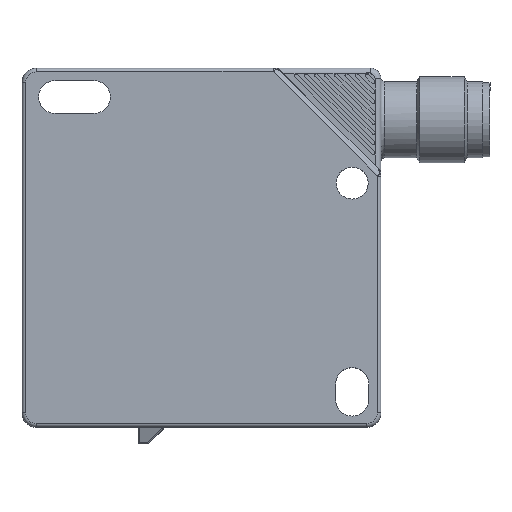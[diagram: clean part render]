
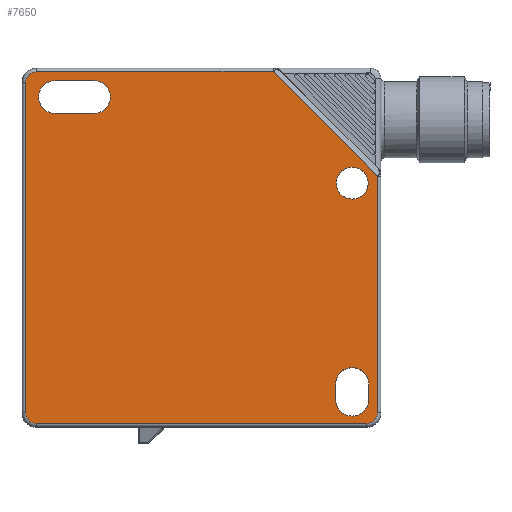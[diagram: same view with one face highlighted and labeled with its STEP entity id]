
A CAD part, top view. The second image highlights one B-rep face of the part: STEP entity #7650.
In plain terms, the highlighted planar face has unit normal (0, 0, 1).
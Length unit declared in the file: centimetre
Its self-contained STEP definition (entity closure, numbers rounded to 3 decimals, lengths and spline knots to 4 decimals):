
#227=LINE('',#11482,#832);
#232=LINE('',#11495,#837);
#235=LINE('',#11506,#840);
#240=LINE('',#11519,#845);
#278=LINE('',#11653,#883);
#279=LINE('',#11661,#884);
#284=LINE('',#11699,#889);
#303=LINE('',#11756,#908);
#304=LINE('',#11757,#909);
#832=VECTOR('',#9192,0.215);
#837=VECTOR('',#9205,0.215);
#840=VECTOR('',#9216,0.54);
#845=VECTOR('',#9229,0.54);
#883=VECTOR('',#9373,4.6);
#884=VECTOR('',#9384,4.6);
#889=VECTOR('',#9433,3.2993);
#908=VECTOR('',#9482,2.0516);
#909=VECTOR('',#9483,3.2993);
#1585=FACE_BOUND('',#2224,.T.);
#1586=FACE_BOUND('',#2225,.T.);
#1587=FACE_BOUND('',#2226,.T.);
#1738=FACE_OUTER_BOUND('',#2223,.T.);
#2223=EDGE_LOOP('',(#5207,#5208,#5209,#5210,#5211,#5212,#5213,#5214));
#2224=EDGE_LOOP('',(#5215));
#2225=EDGE_LOOP('',(#5216,#5217,#5218,#5219));
#2226=EDGE_LOOP('',(#5220,#5221,#5222,#5223));
#2686=CIRCLE('',#8140,0.23);
#2688=CIRCLE('',#8144,0.23);
#2690=CIRCLE('',#8148,0.23);
#2692=CIRCLE('',#8152,0.23);
#2694=CIRCLE('',#8155,0.2225);
#2717=CIRCLE('',#8200,0.15);
#2720=CIRCLE('',#8205,0.15);
#2724=CIRCLE('',#8211,0.15);
#3087=VERTEX_POINT('',#11479);
#3088=VERTEX_POINT('',#11481);
#3090=VERTEX_POINT('',#11487);
#3092=VERTEX_POINT('',#11493);
#3095=VERTEX_POINT('',#11503);
#3096=VERTEX_POINT('',#11505);
#3098=VERTEX_POINT('',#11511);
#3100=VERTEX_POINT('',#11517);
#3102=VERTEX_POINT('',#11526);
#3141=VERTEX_POINT('',#11645);
#3142=VERTEX_POINT('',#11647);
#3143=VERTEX_POINT('',#11651);
#3144=VERTEX_POINT('',#11655);
#3145=VERTEX_POINT('',#11659);
#3147=VERTEX_POINT('',#11665);
#3156=VERTEX_POINT('',#11696);
#3179=VERTEX_POINT('',#11755);
#3804=EDGE_CURVE('',#3088,#3087,#227,.T.);
#3808=EDGE_CURVE('',#3087,#3090,#2686,.T.);
#3811=EDGE_CURVE('',#3090,#3092,#232,.T.);
#3813=EDGE_CURVE('',#3092,#3088,#2688,.T.);
#3816=EDGE_CURVE('',#3096,#3095,#235,.T.);
#3820=EDGE_CURVE('',#3095,#3098,#2690,.T.);
#3823=EDGE_CURVE('',#3098,#3100,#240,.T.);
#3825=EDGE_CURVE('',#3100,#3096,#2692,.T.);
#3827=EDGE_CURVE('',#3102,#3102,#2694,.T.);
#3887=EDGE_CURVE('',#3142,#3141,#2717,.T.);
#3889=EDGE_CURVE('',#3143,#3142,#278,.T.);
#3891=EDGE_CURVE('',#3144,#3143,#2720,.T.);
#3893=EDGE_CURVE('',#3145,#3144,#279,.T.);
#3896=EDGE_CURVE('',#3147,#3145,#2724,.T.);
#3912=EDGE_CURVE('',#3141,#3156,#284,.T.);
#3938=EDGE_CURVE('',#3156,#3179,#303,.T.);
#3939=EDGE_CURVE('',#3179,#3147,#304,.T.);
#5207=ORIENTED_EDGE('',*,*,#3938,.F.);
#5208=ORIENTED_EDGE('',*,*,#3912,.F.);
#5209=ORIENTED_EDGE('',*,*,#3887,.F.);
#5210=ORIENTED_EDGE('',*,*,#3889,.F.);
#5211=ORIENTED_EDGE('',*,*,#3891,.F.);
#5212=ORIENTED_EDGE('',*,*,#3893,.F.);
#5213=ORIENTED_EDGE('',*,*,#3896,.F.);
#5214=ORIENTED_EDGE('',*,*,#3939,.F.);
#5215=ORIENTED_EDGE('',*,*,#3827,.T.);
#5216=ORIENTED_EDGE('',*,*,#3820,.T.);
#5217=ORIENTED_EDGE('',*,*,#3823,.T.);
#5218=ORIENTED_EDGE('',*,*,#3825,.T.);
#5219=ORIENTED_EDGE('',*,*,#3816,.T.);
#5220=ORIENTED_EDGE('',*,*,#3808,.T.);
#5221=ORIENTED_EDGE('',*,*,#3811,.T.);
#5222=ORIENTED_EDGE('',*,*,#3813,.T.);
#5223=ORIENTED_EDGE('',*,*,#3804,.T.);
#6917=PLANE('',#8244);
#7650=ADVANCED_FACE('',(#1738,#1585,#1586,#1587),#6917,.T.);
#8140=AXIS2_PLACEMENT_3D('',#11489,#9199,#9200);
#8144=AXIS2_PLACEMENT_3D('',#11498,#9210,#9211);
#8148=AXIS2_PLACEMENT_3D('',#11513,#9223,#9224);
#8152=AXIS2_PLACEMENT_3D('',#11522,#9234,#9235);
#8155=AXIS2_PLACEMENT_3D('',#11527,#9240,#9241);
#8200=AXIS2_PLACEMENT_3D('',#11649,#9367,#9368);
#8205=AXIS2_PLACEMENT_3D('',#11657,#9378,#9379);
#8211=AXIS2_PLACEMENT_3D('',#11667,#9391,#9392);
#8244=AXIS2_PLACEMENT_3D('',#11754,#9480,#9481);
#9192=DIRECTION('',(0.,-1.,0.));
#9199=DIRECTION('center_axis',(0.,0.,-1.));
#9200=DIRECTION('ref_axis',(1.,0.,0.));
#9205=DIRECTION('',(0.,1.,0.));
#9210=DIRECTION('center_axis',(0.,0.,-1.));
#9211=DIRECTION('ref_axis',(1.,0.,0.));
#9216=DIRECTION('',(-1.,0.,0.));
#9223=DIRECTION('center_axis',(0.,0.,-1.));
#9224=DIRECTION('ref_axis',(1.,0.,0.));
#9229=DIRECTION('',(1.,0.,0.));
#9234=DIRECTION('center_axis',(0.,0.,-1.));
#9235=DIRECTION('ref_axis',(1.,0.,0.));
#9240=DIRECTION('center_axis',(0.,0.,-1.));
#9241=DIRECTION('ref_axis',(-1.,0.,0.));
#9367=DIRECTION('center_axis',(0.,0.,-1.));
#9368=DIRECTION('ref_axis',(-0.707,0.707,0.));
#9373=DIRECTION('',(0.,1.,0.));
#9378=DIRECTION('center_axis',(0.,0.,-1.));
#9379=DIRECTION('ref_axis',(-0.707,-0.707,0.));
#9384=DIRECTION('',(-1.,0.,0.));
#9391=DIRECTION('center_axis',(0.,0.,-1.));
#9392=DIRECTION('ref_axis',(0.707,-0.707,0.));
#9433=DIRECTION('',(1.,0.,0.));
#9480=DIRECTION('center_axis',(0.,0.,1.));
#9481=DIRECTION('ref_axis',(1.,0.,0.));
#9482=DIRECTION('',(0.707,-0.707,0.));
#9483=DIRECTION('',(0.,-1.,0.));
#11479=CARTESIAN_POINT('',(2.33,-2.115,1.7));
#11481=CARTESIAN_POINT('',(2.33,-1.9,1.7));
#11482=CARTESIAN_POINT('',(2.33,-1.6825,1.7));
#11487=CARTESIAN_POINT('',(1.87,-2.115,1.7));
#11489=CARTESIAN_POINT('Origin',(2.1,-2.115,1.7));
#11493=CARTESIAN_POINT('',(1.87,-1.9,1.7));
#11495=CARTESIAN_POINT('',(1.87,-1.575,1.7));
#11498=CARTESIAN_POINT('Origin',(2.1,-1.9,1.7));
#11503=CARTESIAN_POINT('',(-2.04,1.87,1.7));
#11505=CARTESIAN_POINT('',(-1.5,1.87,1.7));
#11506=CARTESIAN_POINT('',(-1.645,1.87,1.7));
#11511=CARTESIAN_POINT('',(-2.04,2.33,1.7));
#11513=CARTESIAN_POINT('Origin',(-2.04,2.1,1.7));
#11517=CARTESIAN_POINT('',(-1.5,2.33,1.7));
#11519=CARTESIAN_POINT('',(-1.375,2.33,1.7));
#11522=CARTESIAN_POINT('Origin',(-1.5,2.1,1.7));
#11526=CARTESIAN_POINT('',(2.3225,0.9,1.7));
#11527=CARTESIAN_POINT('Origin',(2.1,0.9,1.7));
#11645=CARTESIAN_POINT('',(-2.3,2.45,1.7));
#11647=CARTESIAN_POINT('',(-2.45,2.3,1.7));
#11649=CARTESIAN_POINT('Origin',(-2.3,2.3,1.7));
#11651=CARTESIAN_POINT('',(-2.45,-2.3,1.7));
#11653=CARTESIAN_POINT('',(-2.45,-1.875,1.7));
#11655=CARTESIAN_POINT('',(-2.3,-2.45,1.7));
#11657=CARTESIAN_POINT('Origin',(-2.3,-2.3,1.7));
#11659=CARTESIAN_POINT('',(2.3,-2.45,1.7));
#11661=CARTESIAN_POINT('',(-0.625,-2.45,1.7));
#11665=CARTESIAN_POINT('',(2.45,-2.3,1.7));
#11667=CARTESIAN_POINT('Origin',(2.3,-2.3,1.7));
#11696=CARTESIAN_POINT('',(0.9993,2.45,1.7));
#11699=CARTESIAN_POINT('',(-1.875,2.45,1.7));
#11754=CARTESIAN_POINT('Origin',(-1.25,-1.25,1.7));
#11755=CARTESIAN_POINT('',(2.45,0.9993,1.7));
#11756=CARTESIAN_POINT('',(2.0946,1.3546,1.7));
#11757=CARTESIAN_POINT('',(2.45,0.625,1.7));
